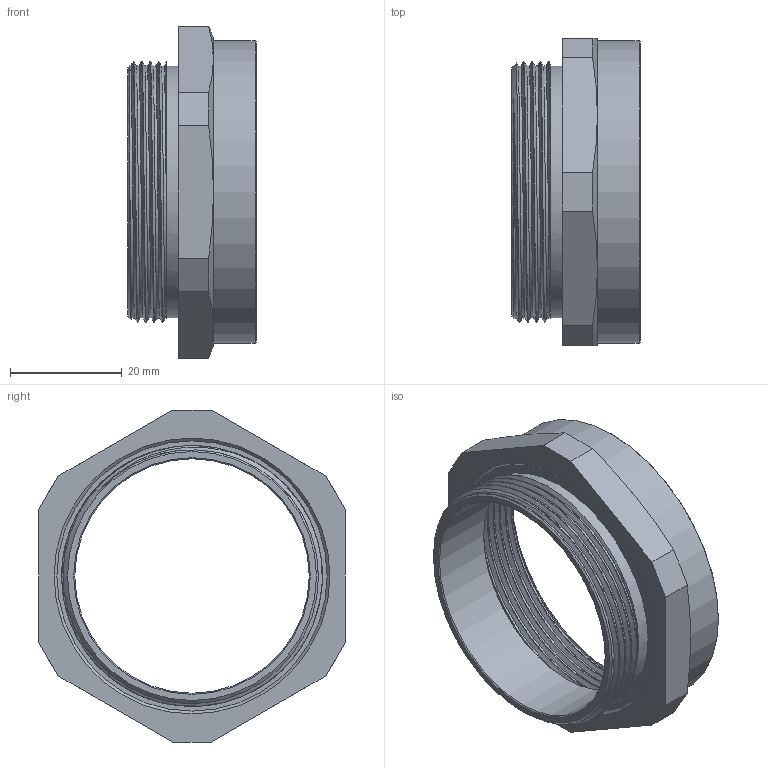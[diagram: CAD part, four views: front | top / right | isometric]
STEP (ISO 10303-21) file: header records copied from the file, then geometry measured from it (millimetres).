
FILE_DESCRIPTION(/* description */ ('Adapter PG 36/ M50x1,5'),/* implementation_level */ '2;1');
FILE_NAME(/* name */ '61073650-RST.stp',/* time_stamp */ '2020-07-28T14:51:00+02:00',/* author */ ('sl'),/* organization */ (''),/* preprocessor_version */ 'ST-DEVELOPER v16.5',/* originating_system */ 'Autodesk Inventor 2017',/* authorisation */ '');
FILE_SCHEMA (('AUTOMOTIVE_DESIGN { 1 0 10303 214 3 1 1 }'));
Length unit declared in the file: millimetre
Products named in the file (1): 61073650
Bounding box: 23 x 55 x 59.5 mm (x, y, z)
Volume: 10512.2 mm3; surface area: 10765.9 mm2
Topology: 1 solids, 1 shells, 49 faces, 117 edges, 75 vertices
Faces by surface type: plane 20, cylinder 13, cone 12, bspline 4
Full cylindrical faces by diameter (mm): 42 x1, 45.12 x1, 48.6 x6, 54.17 x1
Entity records: 3210 total; most frequent: CARTESIAN_POINT 2332, ORIENTED_EDGE 172, DIRECTION 160, EDGE_CURVE 86, AXIS2_PLACEMENT_3D 68, EDGE_LOOP 60, VERTEX_POINT 60, FACE_OUTER_BOUND 43
